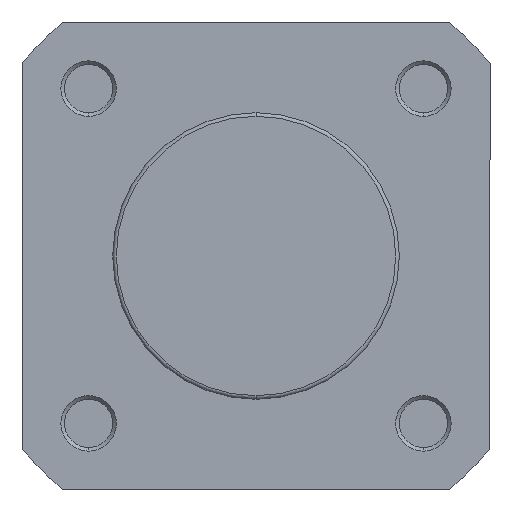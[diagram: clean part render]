
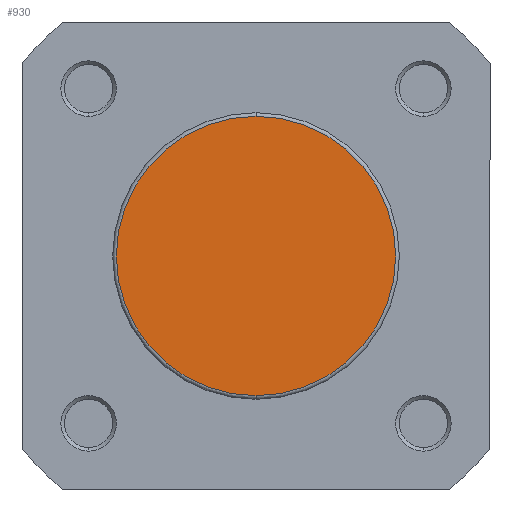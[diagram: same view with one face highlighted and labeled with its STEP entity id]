
A CAD part, left-side view. The second image highlights one B-rep face of the part: STEP entity #930.
In plain terms, the highlighted planar face has unit normal (-1, 0, 0).
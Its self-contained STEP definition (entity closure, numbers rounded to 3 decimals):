
#57 = FACE_OUTER_BOUND ( 'NONE', #3276, .T. ) ;
#231 = CIRCLE ( 'NONE', #5387, 19.4 ) ;
#380 = CIRCLE ( 'NONE', #5446, 19.4 ) ;
#930 = ADVANCED_FACE ( 'NONE', ( #57 ), #1402, .F. ) ;
#1401 = CARTESIAN_POINT ( 'NONE',  ( 0., 19.9, 0. ) ) ;
#1402 = PLANE ( 'NONE',  #5309 ) ;
#1403 = DIRECTION ( 'NONE',  ( 1., 0., 0. ) ) ;
#1404 = DIRECTION ( 'NONE',  ( 0., 0., -1. ) ) ;
#1662 = CARTESIAN_POINT ( 'NONE',  ( 0., 0., -19.4 ) ) ;
#1809 = CARTESIAN_POINT ( 'NONE',  ( 0., 0., 19.4 ) ) ;
#1945 = CARTESIAN_POINT ( 'NONE',  ( 0., 0., 0. ) ) ;
#1946 = DIRECTION ( 'NONE',  ( -1., 0., 0. ) ) ;
#1947 = DIRECTION ( 'NONE',  ( 0., 0., -1. ) ) ;
#2358 = VERTEX_POINT ( 'NONE', #1662 ) ;
#2573 = VERTEX_POINT ( 'NONE', #1809 ) ;
#3276 = EDGE_LOOP ( 'NONE', ( #3608, #3607 ) ) ;
#3607 = ORIENTED_EDGE ( 'NONE', *, *, #4773, .T. ) ;
#3608 = ORIENTED_EDGE ( 'NONE', *, *, #4895, .T. ) ;
#4008 = CARTESIAN_POINT ( 'NONE',  ( 0., 0., 0. ) ) ;
#4015 = DIRECTION ( 'NONE',  ( -1., 0., 0. ) ) ;
#4016 = DIRECTION ( 'NONE',  ( 0., 0., -1. ) ) ;
#4773 = EDGE_CURVE ( 'NONE', #2573, #2358, #231, .T. ) ;
#4895 = EDGE_CURVE ( 'NONE', #2358, #2573, #380, .T. ) ;
#5309 = AXIS2_PLACEMENT_3D ( 'NONE', #1401, #1403, #1404 ) ;
#5387 = AXIS2_PLACEMENT_3D ( 'NONE', #1945, #1946, #1947 ) ;
#5446 = AXIS2_PLACEMENT_3D ( 'NONE', #4008, #4015, #4016 ) ;
